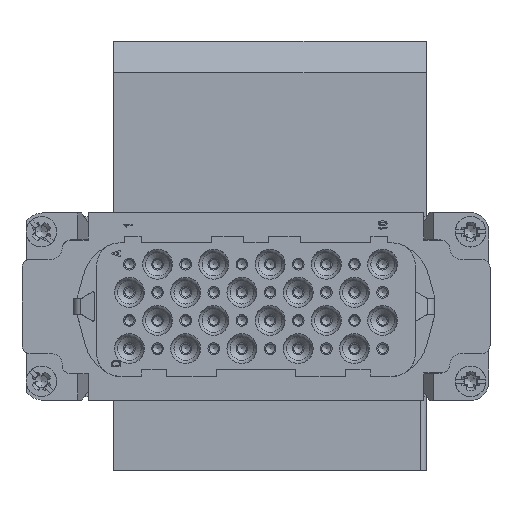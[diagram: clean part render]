
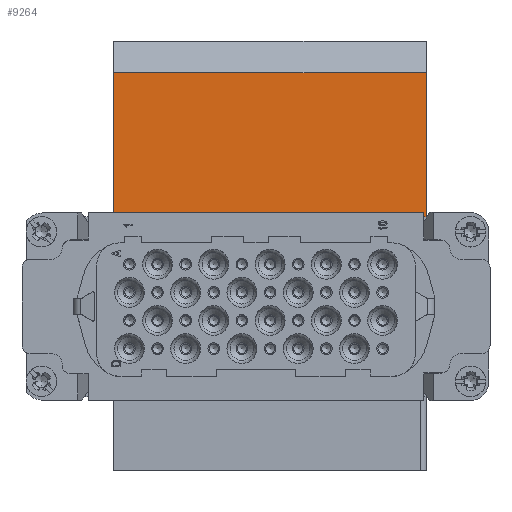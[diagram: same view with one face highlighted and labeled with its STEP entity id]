
A CAD part, top view. The second image highlights one B-rep face of the part: STEP entity #9264.
In plain terms, the highlighted planar face has unit normal (0, 0.001, 1).
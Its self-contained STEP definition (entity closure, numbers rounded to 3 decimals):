
#7063=FACE_OUTER_BOUND('',#14309,.T.);
#9264=ADVANCED_FACE('',(#7063),#11713,.T.);
#11713=PLANE('',#55296);
#14309=EDGE_LOOP('',(#19937,#19938,#19939,#19940,#19941,#19942,#19943,#19944));
#19937=ORIENTED_EDGE('',*,*,#35894,.F.);
#19938=ORIENTED_EDGE('',*,*,#37065,.T.);
#19939=ORIENTED_EDGE('',*,*,#37066,.F.);
#19940=ORIENTED_EDGE('',*,*,#37067,.T.);
#19941=ORIENTED_EDGE('',*,*,#37068,.T.);
#19942=ORIENTED_EDGE('',*,*,#37069,.F.);
#19943=ORIENTED_EDGE('',*,*,#37070,.F.);
#19944=ORIENTED_EDGE('',*,*,#37071,.T.);
#31389=VERTEX_POINT('',#70510);
#31390=VERTEX_POINT('',#70512);
#32367=VERTEX_POINT('',#73964);
#32368=VERTEX_POINT('',#73966);
#32369=VERTEX_POINT('',#73968);
#32370=VERTEX_POINT('',#73970);
#32371=VERTEX_POINT('',#73972);
#32372=VERTEX_POINT('',#73974);
#35894=EDGE_CURVE('',#31389,#31390,#44625,.T.);
#37065=EDGE_CURVE('',#31389,#32367,#45289,.T.);
#37066=EDGE_CURVE('',#32368,#32367,#45290,.T.);
#37067=EDGE_CURVE('',#32368,#32369,#45291,.T.);
#37068=EDGE_CURVE('',#32369,#32370,#45292,.T.);
#37069=EDGE_CURVE('',#32371,#32370,#45293,.T.);
#37070=EDGE_CURVE('',#32372,#32371,#45294,.T.);
#37071=EDGE_CURVE('',#32372,#31390,#45295,.T.);
#44625=LINE('',#70511,#48890);
#45289=LINE('',#73963,#49554);
#45290=LINE('',#73965,#49555);
#45291=LINE('',#73967,#49556);
#45292=LINE('',#73969,#49557);
#45293=LINE('',#73971,#49558);
#45294=LINE('',#73973,#49559);
#45295=LINE('',#73975,#49560);
#48890=VECTOR('',#58347,1.);
#49554=VECTOR('',#59985,1.);
#49555=VECTOR('',#59986,1.);
#49556=VECTOR('',#59987,1.);
#49557=VECTOR('',#59988,1.);
#49558=VECTOR('',#59989,1.);
#49559=VECTOR('',#59990,1.);
#49560=VECTOR('',#59991,1.);
#55296=AXIS2_PLACEMENT_3D('',#73976,#59992,#59993);
#58347=DIRECTION('',(0.,1.,-0.001));
#59985=DIRECTION('',(1.,0.,0.));
#59986=DIRECTION('',(0.,-1.,0.001));
#59987=DIRECTION('',(1.,0.,0.));
#59988=DIRECTION('',(0.,-1.,0.001));
#59989=DIRECTION('',(-1.,0.,0.));
#59990=DIRECTION('',(0.,-1.,0.001));
#59991=DIRECTION('',(-1.,0.,0.));
#59992=DIRECTION('',(0.,0.001,1.));
#59993=DIRECTION('',(0.,1.,-0.001));
#70510=CARTESIAN_POINT('',(-25.74,15.75,-37.165));
#70511=CARTESIAN_POINT('',(-25.74,42.32,-37.18));
#70512=CARTESIAN_POINT('',(-25.74,42.32,-37.18));
#73963=CARTESIAN_POINT('',(-25.74,15.75,-37.165));
#73964=CARTESIAN_POINT('',(25.06,15.75,-37.165));
#73965=CARTESIAN_POINT('',(25.06,42.32,-37.18));
#73966=CARTESIAN_POINT('',(25.06,15.77,-37.165));
#73967=CARTESIAN_POINT('',(25.06,15.77,-37.165));
#73968=CARTESIAN_POINT('',(26.26,15.77,-37.165));
#73969=CARTESIAN_POINT('',(26.26,15.77,-37.165));
#73970=CARTESIAN_POINT('',(26.26,10.82,-37.162));
#73971=CARTESIAN_POINT('',(25.06,10.82,-37.162));
#73972=CARTESIAN_POINT('',(30.76,10.82,-37.162));
#73973=CARTESIAN_POINT('',(30.76,42.32,-37.18));
#73974=CARTESIAN_POINT('',(30.76,42.32,-37.18));
#73975=CARTESIAN_POINT('',(-25.74,42.32,-37.18));
#73976=CARTESIAN_POINT('',(25.06,42.32,-37.18));
